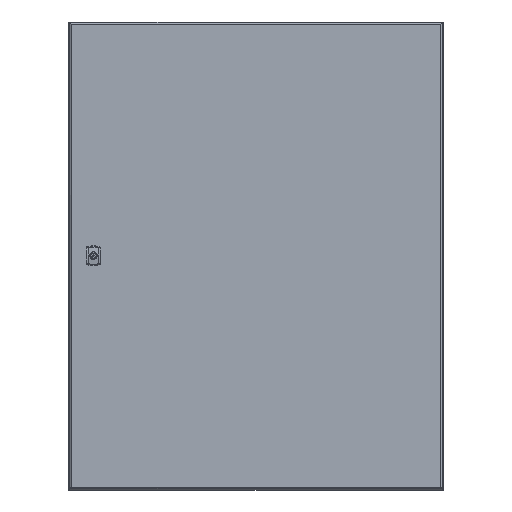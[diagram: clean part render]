
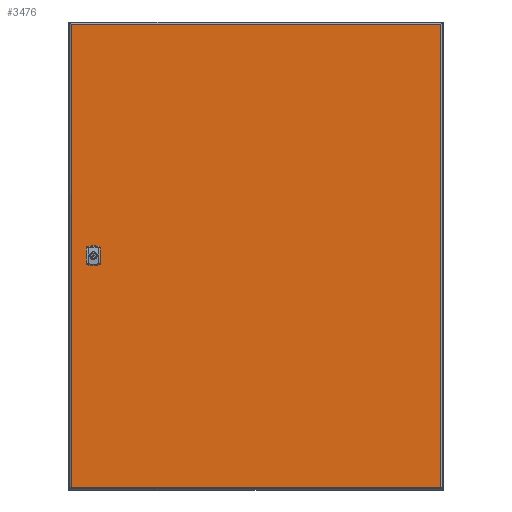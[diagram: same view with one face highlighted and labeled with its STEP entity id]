
A CAD part, top view. The second image highlights one B-rep face of the part: STEP entity #3476.
In plain terms, the highlighted planar face has unit normal (0, 0, 1).
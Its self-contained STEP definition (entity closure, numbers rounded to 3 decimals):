
#3476 = ADVANCED_FACE( '', ( #7567, #7568 ), #7569, .F. );
#7567 = FACE_BOUND( '', #11881, .T. );
#7568 = FACE_OUTER_BOUND( '', #11882, .T. );
#7569 = PLANE( '', #11883 );
#11881 = EDGE_LOOP( '', ( #20741, #20742, #20743, #20744, #20745, #20746, #20747, #20748, #20749, #20750, #20751, #20752, #20753, #20754, #20755, #20756 ) );
#11882 = EDGE_LOOP( '', ( #20757, #20758, #20759, #20760 ) );
#11883 = AXIS2_PLACEMENT_3D( '', #20761, #20762, #20763 );
#20741 = ORIENTED_EDGE( '', *, *, #24883, .F. );
#20742 = ORIENTED_EDGE( '', *, *, #23169, .F. );
#20743 = ORIENTED_EDGE( '', *, *, #23209, .F. );
#20744 = ORIENTED_EDGE( '', *, *, #22880, .F. );
#20745 = ORIENTED_EDGE( '', *, *, #22323, .F. );
#20746 = ORIENTED_EDGE( '', *, *, #23526, .F. );
#20747 = ORIENTED_EDGE( '', *, *, #23069, .F. );
#20748 = ORIENTED_EDGE( '', *, *, #25232, .F. );
#20749 = ORIENTED_EDGE( '', *, *, #25072, .F. );
#20750 = ORIENTED_EDGE( '', *, *, #24106, .F. );
#20751 = ORIENTED_EDGE( '', *, *, #24919, .F. );
#20752 = ORIENTED_EDGE( '', *, *, #24416, .F. );
#20753 = ORIENTED_EDGE( '', *, *, #24312, .F. );
#20754 = ORIENTED_EDGE( '', *, *, #22840, .F. );
#20755 = ORIENTED_EDGE( '', *, *, #22009, .F. );
#20756 = ORIENTED_EDGE( '', *, *, #24874, .F. );
#20757 = ORIENTED_EDGE( '', *, *, #22352, .F. );
#20758 = ORIENTED_EDGE( '', *, *, #22810, .F. );
#20759 = ORIENTED_EDGE( '', *, *, #25336, .T. );
#20760 = ORIENTED_EDGE( '', *, *, #22328, .T. );
#20761 = CARTESIAN_POINT( '', ( -398., 498., 0. ) );
#20762 = DIRECTION( '', ( 0., 0., -1. ) );
#20763 = DIRECTION( '', ( -1., 0., 0. ) );
#22009 = EDGE_CURVE( '', #25595, #25596, #25597, .T. );
#22323 = EDGE_CURVE( '', #26137, #26138, #26139, .T. );
#22328 = EDGE_CURVE( '', #26146, #26147, #26148, .T. );
#22352 = EDGE_CURVE( '', #26185, #26147, #26187, .T. );
#22810 = EDGE_CURVE( '', #26970, #26185, #26972, .T. );
#22840 = EDGE_CURVE( '', #25596, #27022, #27023, .T. );
#22880 = EDGE_CURVE( '', #26138, #27087, #27088, .T. );
#23069 = EDGE_CURVE( '', #27382, #27383, #27384, .T. );
#23169 = EDGE_CURVE( '', #27546, #27547, #27548, .T. );
#23209 = EDGE_CURVE( '', #27087, #27546, #27616, .T. );
#23526 = EDGE_CURVE( '', #27383, #26137, #28122, .T. );
#24106 = EDGE_CURVE( '', #29007, #29008, #29009, .T. );
#24312 = EDGE_CURVE( '', #27022, #29291, #29292, .T. );
#24416 = EDGE_CURVE( '', #29291, #29436, #29437, .T. );
#24874 = EDGE_CURVE( '', #30090, #25595, #30091, .T. );
#24883 = EDGE_CURVE( '', #27547, #30090, #30103, .T. );
#24919 = EDGE_CURVE( '', #29436, #29007, #30150, .T. );
#25072 = EDGE_CURVE( '', #29008, #30331, #30332, .T. );
#25232 = EDGE_CURVE( '', #30331, #27382, #30515, .T. );
#25336 = EDGE_CURVE( '', #26970, #26146, #30638, .T. );
#25595 = VERTEX_POINT( '', #30906 );
#25596 = VERTEX_POINT( '', #30907 );
#25597 = LINE( '', #30908, #30909 );
#26137 = VERTEX_POINT( '', #31630 );
#26138 = VERTEX_POINT( '', #31631 );
#26139 = LINE( '', #31632, #31633 );
#26146 = VERTEX_POINT( '', #31643 );
#26147 = VERTEX_POINT( '', #31644 );
#26148 = LINE( '', #31645, #31646 );
#26185 = VERTEX_POINT( '', #31687 );
#26187 = LINE( '', #31689, #31690 );
#26970 = VERTEX_POINT( '', #32772 );
#26972 = LINE( '', #32774, #32775 );
#27022 = VERTEX_POINT( '', #32834 );
#27023 = CIRCLE( '', #32835, 1.25 );
#27087 = VERTEX_POINT( '', #32912 );
#27088 = LINE( '', #32913, #32914 );
#27382 = VERTEX_POINT( '', #33294 );
#27383 = VERTEX_POINT( '', #33295 );
#27384 = LINE( '', #33296, #33297 );
#27546 = VERTEX_POINT( '', #33542 );
#27547 = VERTEX_POINT( '', #33543 );
#27548 = LINE( '', #33544, #33545 );
#27616 = CIRCLE( '', #33639, 11.3 );
#28122 = CIRCLE( '', #34367, 1.25 );
#29007 = VERTEX_POINT( '', #35673 );
#29008 = VERTEX_POINT( '', #35674 );
#29009 = LINE( '', #35675, #35676 );
#29291 = VERTEX_POINT( '', #36092 );
#29292 = LINE( '', #36093, #36094 );
#29436 = VERTEX_POINT( '', #36308 );
#29437 = LINE( '', #36309, #36310 );
#30090 = VERTEX_POINT( '', #37155 );
#30091 = LINE( '', #37156, #37157 );
#30103 = CIRCLE( '', #37170, 11.3 );
#30150 = CIRCLE( '', #37224, 11.3 );
#30331 = VERTEX_POINT( '', #37474 );
#30332 = CIRCLE( '', #37475, 11.3 );
#30515 = LINE( '', #37709, #37710 );
#30638 = LINE( '', #37858, #37859 );
#30906 = CARTESIAN_POINT( '', ( -349.05, -10.15, 0. ) );
#30907 = CARTESIAN_POINT( '', ( -349.05, -10.75, 0. ) );
#30908 = CARTESIAN_POINT( '', ( -349.05, -10.15, 0. ) );
#30909 = VECTOR( '', #38199, 1000. );
#31630 = CARTESIAN_POINT( '', ( -349.05, 10.75, 0. ) );
#31631 = CARTESIAN_POINT( '', ( -349.05, 10.15, 0. ) );
#31632 = CARTESIAN_POINT( '', ( -349.05, 10.75, 0. ) );
#31633 = VECTOR( '', #38607, 1000. );
#31643 = CARTESIAN_POINT( '', ( -395., 495., 0. ) );
#31644 = CARTESIAN_POINT( '', ( -395., -495., 0. ) );
#31645 = CARTESIAN_POINT( '', ( -395., 498., 0. ) );
#31646 = VECTOR( '', #38611, 1000. );
#31687 = CARTESIAN_POINT( '', ( 395., -495., 0. ) );
#31689 = CARTESIAN_POINT( '', ( 398., -495., 0. ) );
#31690 = VECTOR( '', #38655, 1000. );
#32772 = CARTESIAN_POINT( '', ( 395., 495., 0. ) );
#32774 = CARTESIAN_POINT( '', ( 395., 498., 0. ) );
#32775 = VECTOR( '', #39263, 1000. );
#32834 = CARTESIAN_POINT( '', ( -346.55, -10.75, 0. ) );
#32835 = AXIS2_PLACEMENT_3D( '', #39309, #39310, #39311 );
#32912 = CARTESIAN_POINT( '', ( -352.767, 10.15, 0. ) );
#32913 = CARTESIAN_POINT( '', ( -349.05, 10.15, 0. ) );
#32914 = VECTOR( '', #39370, 1000. );
#33294 = CARTESIAN_POINT( '', ( -346.55, 10.15, 0. ) );
#33295 = CARTESIAN_POINT( '', ( -346.55, 10.75, 0. ) );
#33296 = CARTESIAN_POINT( '', ( -346.55, 10.15, 0. ) );
#33297 = VECTOR( '', #39595, 1000. );
#33542 = CARTESIAN_POINT( '', ( -357.95, 4.967, 0. ) );
#33543 = CARTESIAN_POINT( '', ( -357.95, -4.967, 0. ) );
#33544 = CARTESIAN_POINT( '', ( -357.95, 4.967, 0. ) );
#33545 = VECTOR( '', #39720, 1000. );
#33639 = AXIS2_PLACEMENT_3D( '', #39759, #39760, #39761 );
#34367 = AXIS2_PLACEMENT_3D( '', #40128, #40129, #40130 );
#35673 = CARTESIAN_POINT( '', ( -337.65, -4.967, 0. ) );
#35674 = CARTESIAN_POINT( '', ( -337.65, 4.967, 0. ) );
#35675 = CARTESIAN_POINT( '', ( -337.65, -4.967, 0. ) );
#35676 = VECTOR( '', #40825, 1000. );
#36092 = CARTESIAN_POINT( '', ( -346.55, -10.15, 0. ) );
#36093 = CARTESIAN_POINT( '', ( -346.55, -10.75, 0. ) );
#36094 = VECTOR( '', #41033, 1000. );
#36308 = CARTESIAN_POINT( '', ( -342.833, -10.15, 0. ) );
#36309 = CARTESIAN_POINT( '', ( -346.55, -10.15, 0. ) );
#36310 = VECTOR( '', #41141, 1000. );
#37155 = CARTESIAN_POINT( '', ( -352.767, -10.15, 0. ) );
#37156 = CARTESIAN_POINT( '', ( -352.767, -10.15, 0. ) );
#37157 = VECTOR( '', #41795, 1000. );
#37170 = AXIS2_PLACEMENT_3D( '', #41806, #41807, #41808 );
#37224 = AXIS2_PLACEMENT_3D( '', #41846, #41847, #41848 );
#37474 = CARTESIAN_POINT( '', ( -342.833, 10.15, 0. ) );
#37475 = AXIS2_PLACEMENT_3D( '', #41957, #41958, #41959 );
#37709 = CARTESIAN_POINT( '', ( -342.833, 10.15, 0. ) );
#37710 = VECTOR( '', #42083, 1000. );
#37858 = CARTESIAN_POINT( '', ( 398., 495., 0. ) );
#37859 = VECTOR( '', #42184, 1000. );
#38199 = DIRECTION( '', ( 0., -1., 0. ) );
#38607 = DIRECTION( '', ( 0., -1., 0. ) );
#38611 = DIRECTION( '', ( 0., -1., 0. ) );
#38655 = DIRECTION( '', ( -1., 0., 0. ) );
#39263 = DIRECTION( '', ( 0., -1., 0. ) );
#39309 = CARTESIAN_POINT( '', ( -347.8, -10.75, 0. ) );
#39310 = DIRECTION( '', ( 0., 0., 1. ) );
#39311 = DIRECTION( '', ( 1., 0., 0. ) );
#39370 = DIRECTION( '', ( -1., 0., 0. ) );
#39595 = DIRECTION( '', ( 0., 1., 0. ) );
#39720 = DIRECTION( '', ( 0., -1., 0. ) );
#39759 = CARTESIAN_POINT( '', ( -347.8, 0., 0. ) );
#39760 = DIRECTION( '', ( 0., 0., 1. ) );
#39761 = DIRECTION( '', ( 1., 0., 0. ) );
#40128 = CARTESIAN_POINT( '', ( -347.8, 10.75, 0. ) );
#40129 = DIRECTION( '', ( 0., 0., 1. ) );
#40130 = DIRECTION( '', ( 1., 0., 0. ) );
#40825 = DIRECTION( '', ( 0., 1., 0. ) );
#41033 = DIRECTION( '', ( 0., 1., 0. ) );
#41141 = DIRECTION( '', ( 1., 0., 0. ) );
#41795 = DIRECTION( '', ( 1., 0., 0. ) );
#41806 = CARTESIAN_POINT( '', ( -347.8, 0., 0. ) );
#41807 = DIRECTION( '', ( 0., 0., 1. ) );
#41808 = DIRECTION( '', ( 1., 0., 0. ) );
#41846 = CARTESIAN_POINT( '', ( -347.8, 0., 0. ) );
#41847 = DIRECTION( '', ( 0., 0., 1. ) );
#41848 = DIRECTION( '', ( 1., 0., 0. ) );
#41957 = CARTESIAN_POINT( '', ( -347.8, 0., 0. ) );
#41958 = DIRECTION( '', ( 0., 0., 1. ) );
#41959 = DIRECTION( '', ( 1., 0., 0. ) );
#42083 = DIRECTION( '', ( -1., 0., 0. ) );
#42184 = DIRECTION( '', ( -1., 0., 0. ) );
